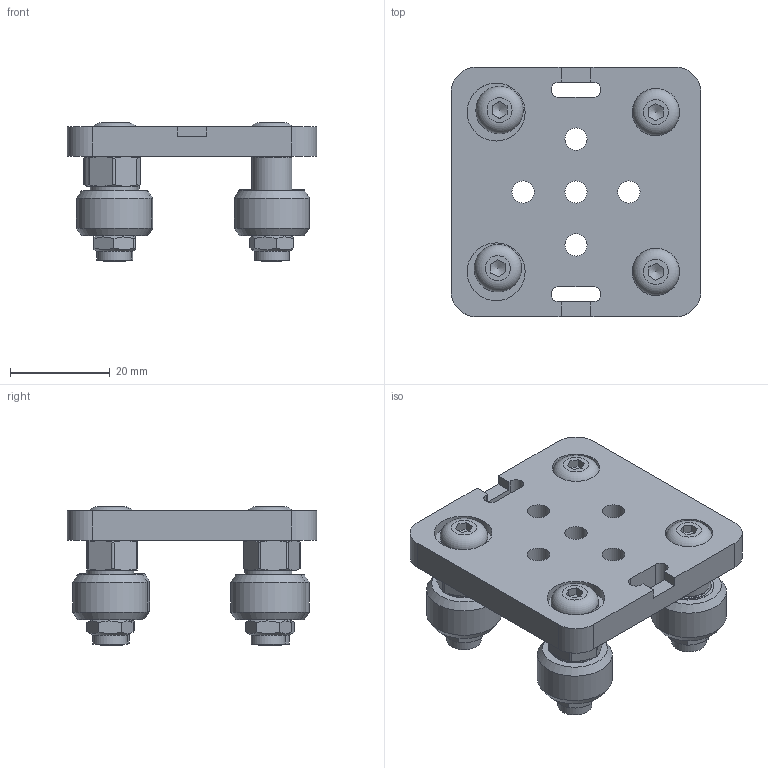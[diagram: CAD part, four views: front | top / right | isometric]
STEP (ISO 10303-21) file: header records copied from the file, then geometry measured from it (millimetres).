
FILE_DESCRIPTION(/* description */ (''),/* implementation_level */ '2;1');
FILE_NAME(/* name */ 'ASSY GANTRY 5050.stp',/* time_stamp */ '2025-10-22T12:26:56+07:00',/* author */ ('Hp'),/* organization */ (''),/* preprocessor_version */ 'ST-DEVELOPER v20',/* originating_system */ 'Autodesk Inventor 2024',/* authorisation */ '');
FILE_SCHEMA (('AUTOMOTIVE_DESIGN { 1 0 10303 214 3 1 1 }'));
Length unit declared in the file: millimetre
Products named in the file (8): ASSY GANTRY 5050; Gantry Base 5050; ANSI B18.3.4M - M5 x 0.8 x 25, FHSBHCSM; Ruber; DIN 985 - M5; Washer ID 5 x 7; Nuts Gantry; AS 1237 - 5
Assembly tree (19 placements, depth 2):
  ASSY GANTRY 5050
    Gantry Base 5050
    Ruber  x4
    DIN 985 - M5  x4
    ANSI B18.3.4M - M5 x 0.8 x 25, FHSBHCSM  x4
    Washer ID 5 x 7  x2
    Nuts Gantry  x2
    AS 1237 - 5  x2
Bounding box: 50 x 50 x 27.75 mm (x, y, z)
Volume: 22516.6 mm3; surface area: 17799.7 mm2
Topology: 23 solids, 23 shells, 299 faces, 663 edges, 434 vertices
Faces by surface type: plane 146, cylinder 85, cone 44, torus 24
Full cylindrical faces by diameter (mm): 4.134 x4, 4.459 x5, 5 x8, 5.2 x4, 5.3 x2, 5.5 x2, 6 x8, 6.9 x4, 7 x2, 8 x4, 9.5 x8, 10 x8, 11.6 x2, 15 x4
Entity records: 4039 total; most frequent: CARTESIAN_POINT 790, DIRECTION 643, ORIENTED_EDGE 566, EDGE_CURVE 283, AXIS2_PLACEMENT_3D 257, VERTEX_POINT 187, EDGE_LOOP 164, LINE 129
